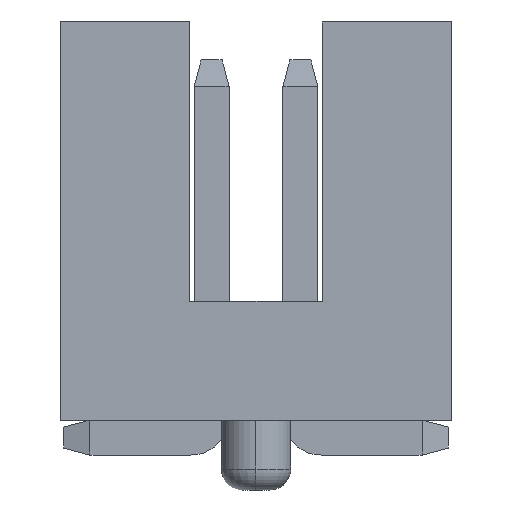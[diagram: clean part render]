
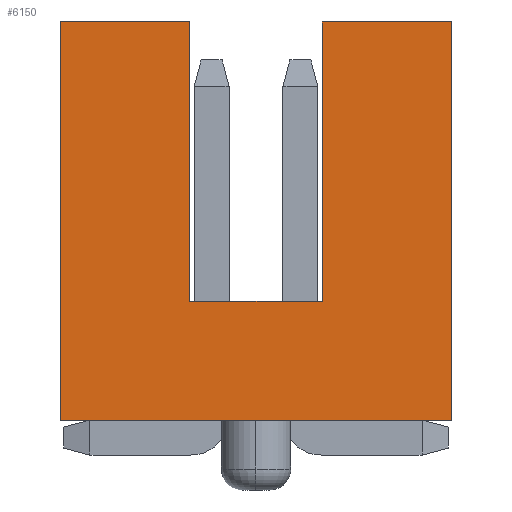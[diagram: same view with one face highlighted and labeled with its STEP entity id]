
A CAD part, left-side view. The second image highlights one B-rep face of the part: STEP entity #6150.
In plain terms, the highlighted planar face has unit normal (-1, 0, 0).
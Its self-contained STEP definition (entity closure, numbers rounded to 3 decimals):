
#885 = CARTESIAN_POINT ( 'NONE',  ( 2.31, 0.95, 5.7 ) ) ;
#1218 = VECTOR ( 'NONE', #17578, 1000. ) ;
#1262 = CARTESIAN_POINT ( 'NONE',  ( 2.31, -2.8, 5.7 ) ) ;
#1283 = EDGE_CURVE ( 'NONE', #16646, #10606, #18554, .T. ) ;
#1338 = DIRECTION ( 'NONE',  ( 0., 1., 0. ) ) ;
#3186 = CARTESIAN_POINT ( 'NONE',  ( 2.31, -2.8, 1.7 ) ) ;
#3509 = CARTESIAN_POINT ( 'NONE',  ( 2.31, -2.8, 5.7 ) ) ;
#4377 = VECTOR ( 'NONE', #13511, 1000. ) ;
#4880 = ORIENTED_EDGE ( 'NONE', *, *, #1283, .T. ) ;
#4993 = CARTESIAN_POINT ( 'NONE',  ( 2.31, 2.8, 0. ) ) ;
#5259 = ORIENTED_EDGE ( 'NONE', *, *, #9747, .T. ) ;
#5330 = CARTESIAN_POINT ( 'NONE',  ( 2.31, 2.8, 5.7 ) ) ;
#5588 = CARTESIAN_POINT ( 'NONE',  ( 2.31, -0.95, 1.7 ) ) ;
#5625 = LINE ( 'NONE', #3509, #10643 ) ;
#6150 = ADVANCED_FACE ( 'NONE', ( #10770 ), #14358, .F. ) ;
#6284 = CARTESIAN_POINT ( 'NONE',  ( 2.31, -2.8, 5.7 ) ) ;
#6486 = EDGE_CURVE ( 'NONE', #10606, #14283, #12715, .T. ) ;
#6533 = CARTESIAN_POINT ( 'NONE',  ( 2.31, -0.95, 5.7 ) ) ;
#6826 = CARTESIAN_POINT ( 'NONE',  ( 2.31, 2.8, 5.7 ) ) ;
#7305 = DIRECTION ( 'NONE',  ( 1., 0., 0. ) ) ;
#7509 = VERTEX_POINT ( 'NONE', #5588 ) ;
#7602 = DIRECTION ( 'NONE',  ( 0., -1., 0. ) ) ;
#8363 = VECTOR ( 'NONE', #8919, 1000. ) ;
#8429 = DIRECTION ( 'NONE',  ( 0., 0., 1. ) ) ;
#8604 = EDGE_CURVE ( 'NONE', #18645, #8817, #5625, .T. ) ;
#8799 = DIRECTION ( 'NONE',  ( 0., 0., -1. ) ) ;
#8817 = VERTEX_POINT ( 'NONE', #1262 ) ;
#8919 = DIRECTION ( 'NONE',  ( 0., 0., -1. ) ) ;
#9578 = ORIENTED_EDGE ( 'NONE', *, *, #8604, .F. ) ;
#9585 = EDGE_CURVE ( 'NONE', #18645, #7509, #16969, .T. ) ;
#9660 = EDGE_CURVE ( 'NONE', #16646, #19583, #21418, .T. ) ;
#9747 = EDGE_CURVE ( 'NONE', #23377, #19583, #10284, .T. ) ;
#9937 = CARTESIAN_POINT ( 'NONE',  ( 2.31, -2.8, 0. ) ) ;
#10054 = CARTESIAN_POINT ( 'NONE',  ( 2.31, -2.8, 5.7 ) ) ;
#10141 = CARTESIAN_POINT ( 'NONE',  ( 2.31, 0.95, 5.7 ) ) ;
#10284 = LINE ( 'NONE', #885, #16565 ) ;
#10606 = VERTEX_POINT ( 'NONE', #4993 ) ;
#10643 = VECTOR ( 'NONE', #7602, 1000. ) ;
#10770 = FACE_OUTER_BOUND ( 'NONE', #21845, .T. ) ;
#11012 = CARTESIAN_POINT ( 'NONE',  ( 2.31, -2.8, 5.7 ) ) ;
#11170 = CARTESIAN_POINT ( 'NONE',  ( 2.31, -0.95, 5.7 ) ) ;
#11726 = LINE ( 'NONE', #6284, #13509 ) ;
#12715 = LINE ( 'NONE', #16182, #17899 ) ;
#13509 = VECTOR ( 'NONE', #15795, 1000. ) ;
#13511 = DIRECTION ( 'NONE',  ( 0., 0., -1. ) ) ;
#14283 = VERTEX_POINT ( 'NONE', #9937 ) ;
#14358 = PLANE ( 'NONE',  #21446 ) ;
#15586 = ORIENTED_EDGE ( 'NONE', *, *, #21956, .F. ) ;
#15795 = DIRECTION ( 'NONE',  ( 0., 0., -1. ) ) ;
#16182 = CARTESIAN_POINT ( 'NONE',  ( 2.31, -2.8, 0. ) ) ;
#16297 = LINE ( 'NONE', #3186, #23628 ) ;
#16565 = VECTOR ( 'NONE', #8429, 1000. ) ;
#16646 = VERTEX_POINT ( 'NONE', #6826 ) ;
#16969 = LINE ( 'NONE', #11170, #4377 ) ;
#17578 = DIRECTION ( 'NONE',  ( 0., -1., 0. ) ) ;
#17899 = VECTOR ( 'NONE', #23727, 1000. ) ;
#18554 = LINE ( 'NONE', #5330, #8363 ) ;
#18645 = VERTEX_POINT ( 'NONE', #6533 ) ;
#19299 = ORIENTED_EDGE ( 'NONE', *, *, #6486, .T. ) ;
#19583 = VERTEX_POINT ( 'NONE', #10141 ) ;
#19760 = EDGE_CURVE ( 'NONE', #7509, #23377, #16297, .T. ) ;
#20363 = ORIENTED_EDGE ( 'NONE', *, *, #9660, .F. ) ;
#21418 = LINE ( 'NONE', #10054, #1218 ) ;
#21446 = AXIS2_PLACEMENT_3D ( 'NONE', #11012, #7305, #8799 ) ;
#21563 = ORIENTED_EDGE ( 'NONE', *, *, #19760, .T. ) ;
#21628 = ORIENTED_EDGE ( 'NONE', *, *, #9585, .T. ) ;
#21845 = EDGE_LOOP ( 'NONE', ( #21563, #5259, #20363, #4880, #19299, #15586, #9578, #21628 ) ) ;
#21956 = EDGE_CURVE ( 'NONE', #8817, #14283, #11726, .T. ) ;
#23377 = VERTEX_POINT ( 'NONE', #24198 ) ;
#23628 = VECTOR ( 'NONE', #1338, 1000. ) ;
#23727 = DIRECTION ( 'NONE',  ( 0., -1., 0. ) ) ;
#24198 = CARTESIAN_POINT ( 'NONE',  ( 2.31, 0.95, 1.7 ) ) ;
